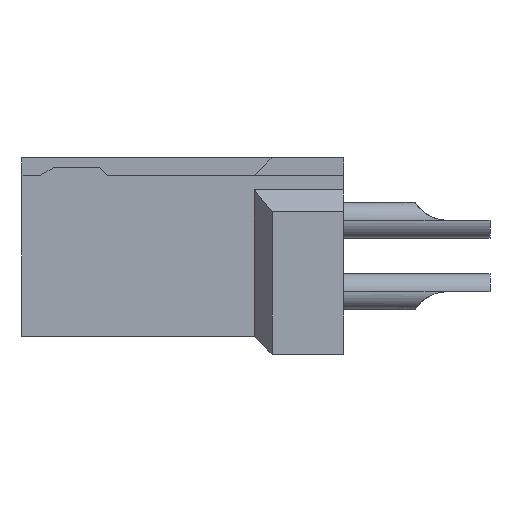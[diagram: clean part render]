
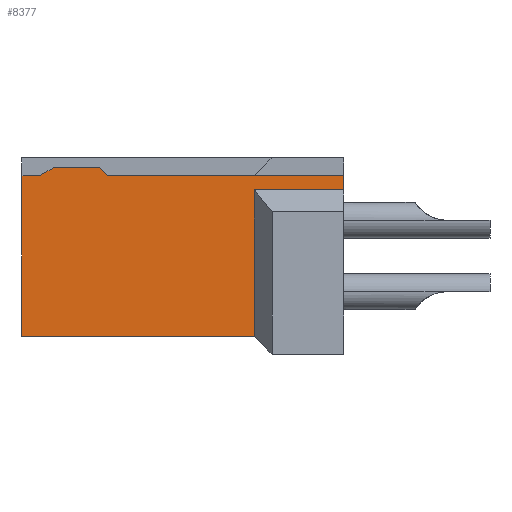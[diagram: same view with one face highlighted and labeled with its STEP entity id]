
A CAD part, left-side view. The second image highlights one B-rep face of the part: STEP entity #8377.
In plain terms, the highlighted planar face has unit normal (-1, 0, 0).
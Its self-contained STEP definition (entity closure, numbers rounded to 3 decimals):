
#21=DIRECTION('',(0.,0.,1.));
#22=VECTOR('',#21,0.4);
#23=CARTESIAN_POINT('',(-14.4,0.,1.85));
#24=LINE('',#23,#22);
#789=DIRECTION('',(0.,0.,-1.));
#790=VECTOR('',#789,4.5);
#791=CARTESIAN_POINT('',(-14.4,9.,2.25));
#792=LINE('',#791,#790);
#1273=DIRECTION('',(0.,-1.,0.));
#1274=VECTOR('',#1273,6.5);
#1275=CARTESIAN_POINT('',(-14.4,9.,-2.25));
#1276=LINE('',#1275,#1274);
#1745=DIRECTION('',(0.,0.866,-0.5));
#1746=VECTOR('',#1745,0.46);
#1747=CARTESIAN_POINT('',(-14.4,8.102,2.48));
#1748=LINE('',#1747,#1746);
#1749=DIRECTION('',(0.,-1.,0.));
#1750=VECTOR('',#1749,1.272);
#1751=CARTESIAN_POINT('',(-14.4,8.102,2.48));
#1752=LINE('',#1751,#1750);
#1753=DIRECTION('',(0.,0.707,0.707));
#1754=VECTOR('',#1753,0.325);
#1755=CARTESIAN_POINT('',(-14.4,6.6,2.25));
#1756=LINE('',#1755,#1754);
#1757=DIRECTION('',(0.,-1.,0.));
#1758=VECTOR('',#1757,6.6);
#1759=CARTESIAN_POINT('',(-14.4,6.6,2.25));
#1760=LINE('',#1759,#1758);
#1761=DIRECTION('',(0.,1.,0.));
#1762=VECTOR('',#1761,2.5);
#1763=CARTESIAN_POINT('',(-14.4,0.,1.85));
#1764=LINE('',#1763,#1762);
#1765=DIRECTION('',(0.,0.,-1.));
#1766=VECTOR('',#1765,4.1);
#1767=CARTESIAN_POINT('',(-14.4,2.5,1.85));
#1768=LINE('',#1767,#1766);
#1769=DIRECTION('',(0.,-1.,0.));
#1770=VECTOR('',#1769,0.5);
#1771=CARTESIAN_POINT('',(-14.4,9.,2.25));
#1772=LINE('',#1771,#1770);
#5175=CARTESIAN_POINT('',(-14.4,9.,2.25));
#5176=CARTESIAN_POINT('',(-14.4,9.,-2.25));
#5177=VERTEX_POINT('',#5175);
#5178=VERTEX_POINT('',#5176);
#5185=CARTESIAN_POINT('',(-14.4,0.,2.25));
#5187=VERTEX_POINT('',#5185);
#5203=CARTESIAN_POINT('',(-14.4,2.5,-2.25));
#5205=VERTEX_POINT('',#5203);
#5234=CARTESIAN_POINT('',(-14.4,2.5,1.85));
#5236=VERTEX_POINT('',#5234);
#5237=CARTESIAN_POINT('',(-14.4,0.,1.85));
#5238=VERTEX_POINT('',#5237);
#5265=CARTESIAN_POINT('',(-14.4,8.102,2.48));
#5266=CARTESIAN_POINT('',(-14.4,8.5,2.25));
#5267=VERTEX_POINT('',#5265);
#5268=VERTEX_POINT('',#5266);
#5281=CARTESIAN_POINT('',(-14.4,6.6,2.25));
#5282=CARTESIAN_POINT('',(-14.4,6.83,2.48));
#5283=VERTEX_POINT('',#5281);
#5284=VERTEX_POINT('',#5282);
#8357=CARTESIAN_POINT('',(-14.4,9.,2.25));
#8358=DIRECTION('',(1.,0.,0.));
#8359=DIRECTION('',(0.,0.,-1.));
#8360=AXIS2_PLACEMENT_3D('',#8357,#8358,#8359);
#8361=PLANE('',#8360);
#8363=ORIENTED_EDGE('',*,*,#8362,.F.);
#8365=ORIENTED_EDGE('',*,*,#8364,.T.);
#8367=ORIENTED_EDGE('',*,*,#8366,.F.);
#8368=ORIENTED_EDGE('',*,*,#7048,.T.);
#8369=ORIENTED_EDGE('',*,*,#6396,.F.);
#8370=ORIENTED_EDGE('',*,*,#8349,.T.);
#8371=ORIENTED_EDGE('',*,*,#8338,.T.);
#8372=ORIENTED_EDGE('',*,*,#7424,.F.);
#8373=ORIENTED_EDGE('',*,*,#7130,.F.);
#8374=ORIENTED_EDGE('',*,*,#7037,.T.);
#8375=EDGE_LOOP('',(#8363,#8365,#8367,#8368,#8369,#8370,#8371,#8372,#8373,
#8374));
#8376=FACE_OUTER_BOUND('',#8375,.F.);
#6396=EDGE_CURVE('',#5238,#5187,#24,.T.);
#7037=EDGE_CURVE('',#5177,#5268,#1772,.T.);
#7048=EDGE_CURVE('',#5283,#5187,#1760,.T.);
#7130=EDGE_CURVE('',#5177,#5178,#792,.T.);
#7424=EDGE_CURVE('',#5178,#5205,#1276,.T.);
#8338=EDGE_CURVE('',#5236,#5205,#1768,.T.);
#8349=EDGE_CURVE('',#5238,#5236,#1764,.T.);
#8362=EDGE_CURVE('',#5267,#5268,#1748,.T.);
#8364=EDGE_CURVE('',#5267,#5284,#1752,.T.);
#8366=EDGE_CURVE('',#5283,#5284,#1756,.T.);
#8377=ADVANCED_FACE('',(#8376),#8361,.F.);
